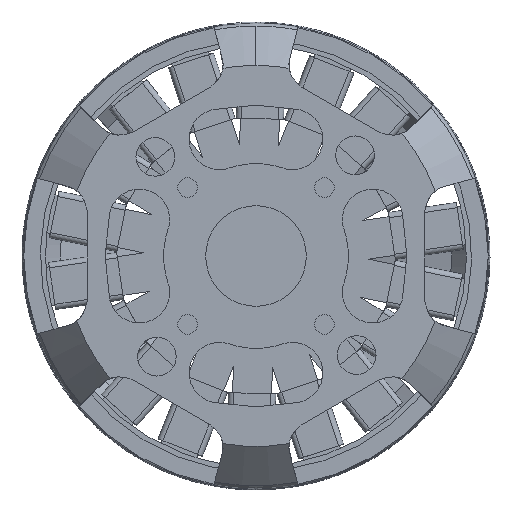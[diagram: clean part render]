
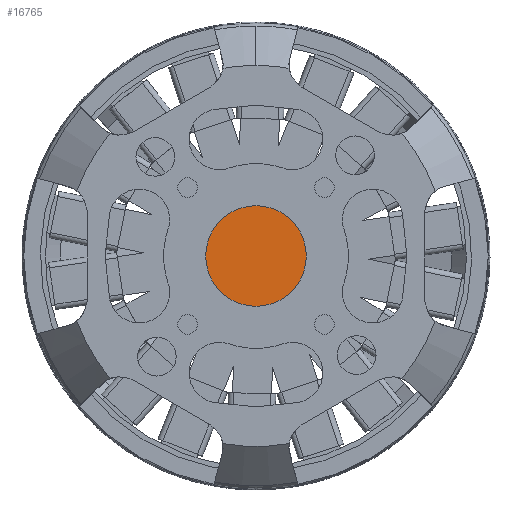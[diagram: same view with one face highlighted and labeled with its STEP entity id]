
A CAD part, front view. The second image highlights one B-rep face of the part: STEP entity #16765.
In plain terms, the highlighted face is planar.
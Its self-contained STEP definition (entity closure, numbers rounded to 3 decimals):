
#6849 = VERTEX_POINT ( 'NONE', #12937 ) ;
#7136 = VERTEX_POINT ( 'NONE', #8521 ) ;
#7876 = CARTESIAN_POINT ( 'NONE',  ( 0., 0., 7.93 ) ) ;
#8521 = CARTESIAN_POINT ( 'NONE',  ( 0., 0., 14.43 ) ) ;
#9700 = ORIENTED_EDGE ( 'NONE', *, *, #20779, .F. ) ;
#9899 = CIRCLE ( 'NONE', #15031, 6.5 ) ;
#9992 = CARTESIAN_POINT ( 'NONE',  ( 0., 0., 7.93 ) ) ;
#11670 = DIRECTION ( 'NONE',  ( 0., 1., 0. ) ) ;
#12937 = CARTESIAN_POINT ( 'NONE',  ( 0., 0., 1.43 ) ) ;
#14708 = FACE_OUTER_BOUND ( 'NONE', #36697, .T. ) ;
#14880 = CIRCLE ( 'NONE', #37418, 6.5 ) ;
#15031 = AXIS2_PLACEMENT_3D ( 'NONE', #7876, #20157, #32423 ) ;
#16765 = ADVANCED_FACE ( 'NONE', ( #14708 ), #26959, .T. ) ;
#19143 = EDGE_CURVE ( 'NONE', #6849, #7136, #14880, .T. ) ;
#20157 = DIRECTION ( 'NONE',  ( 0., -1., 0. ) ) ;
#20779 = EDGE_CURVE ( 'NONE', #7136, #6849, #9899, .T. ) ;
#22033 = ORIENTED_EDGE ( 'NONE', *, *, #19143, .F. ) ;
#22282 = DIRECTION ( 'NONE',  ( 0., -1., 0. ) ) ;
#23961 = DIRECTION ( 'NONE',  ( 0., 0., 1. ) ) ;
#26959 = PLANE ( 'NONE',  #39725 ) ;
#32423 = DIRECTION ( 'NONE',  ( 0., 0., 1. ) ) ;
#34562 = DIRECTION ( 'NONE',  ( 0., 0., 1. ) ) ;
#36697 = EDGE_LOOP ( 'NONE', ( #9700, #22033 ) ) ;
#37418 = AXIS2_PLACEMENT_3D ( 'NONE', #9992, #22282, #34562 ) ;
#39309 = CARTESIAN_POINT ( 'NONE',  ( 0., 0., 7.93 ) ) ;
#39725 = AXIS2_PLACEMENT_3D ( 'NONE', #39309, #11670, #23961 ) ;
